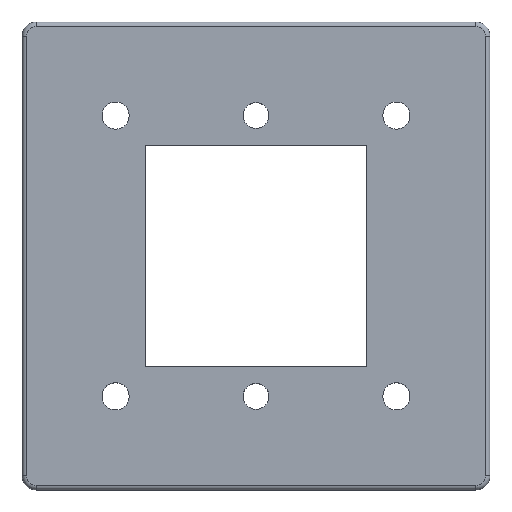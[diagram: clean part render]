
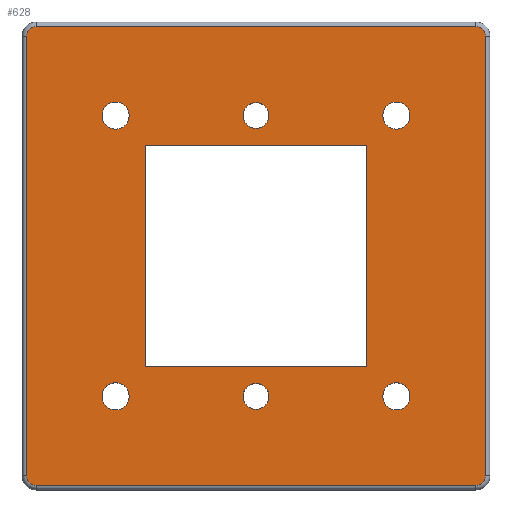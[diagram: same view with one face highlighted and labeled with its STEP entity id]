
A CAD part, top view. The second image highlights one B-rep face of the part: STEP entity #628.
In plain terms, the highlighted planar face has unit normal (0, 0, 1).
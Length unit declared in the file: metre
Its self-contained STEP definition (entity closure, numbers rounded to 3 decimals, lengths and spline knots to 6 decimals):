
#46=CIRCLE('',#682,0.002);
#47=CIRCLE('',#683,0.002);
#48=CIRCLE('',#684,0.002);
#49=CIRCLE('',#685,0.002);
#50=CIRCLE('',#686,0.00275);
#51=CIRCLE('',#687,0.00275);
#52=CIRCLE('',#688,0.0029);
#53=CIRCLE('',#689,0.0029);
#54=CIRCLE('',#690,0.0029);
#55=CIRCLE('',#691,0.0029);
#122=ORIENTED_EDGE('',*,*,#294,.T.);
#123=ORIENTED_EDGE('',*,*,#295,.T.);
#124=ORIENTED_EDGE('',*,*,#296,.T.);
#125=ORIENTED_EDGE('',*,*,#297,.T.);
#126=ORIENTED_EDGE('',*,*,#298,.T.);
#127=ORIENTED_EDGE('',*,*,#299,.T.);
#128=ORIENTED_EDGE('',*,*,#300,.T.);
#129=ORIENTED_EDGE('',*,*,#301,.T.);
#130=ORIENTED_EDGE('',*,*,#302,.T.);
#131=ORIENTED_EDGE('',*,*,#303,.T.);
#132=ORIENTED_EDGE('',*,*,#304,.F.);
#133=ORIENTED_EDGE('',*,*,#305,.F.);
#134=ORIENTED_EDGE('',*,*,#306,.F.);
#135=ORIENTED_EDGE('',*,*,#307,.F.);
#136=ORIENTED_EDGE('',*,*,#269,.F.);
#137=ORIENTED_EDGE('',*,*,#272,.T.);
#138=ORIENTED_EDGE('',*,*,#275,.T.);
#139=ORIENTED_EDGE('',*,*,#293,.F.);
#269=EDGE_CURVE('',#357,#354,#413,.T.);
#272=EDGE_CURVE('',#357,#359,#416,.T.);
#275=EDGE_CURVE('',#359,#361,#419,.T.);
#293=EDGE_CURVE('',#354,#361,#437,.T.);
#294=EDGE_CURVE('',#378,#379,#438,.F.);
#295=EDGE_CURVE('',#379,#380,#46,.T.);
#296=EDGE_CURVE('',#380,#381,#439,.T.);
#297=EDGE_CURVE('',#381,#382,#47,.T.);
#298=EDGE_CURVE('',#382,#383,#440,.T.);
#299=EDGE_CURVE('',#383,#384,#48,.T.);
#300=EDGE_CURVE('',#384,#385,#441,.F.);
#301=EDGE_CURVE('',#385,#378,#49,.T.);
#302=EDGE_CURVE('',#386,#386,#50,.F.);
#303=EDGE_CURVE('',#387,#387,#51,.F.);
#304=EDGE_CURVE('',#388,#388,#52,.T.);
#305=EDGE_CURVE('',#389,#389,#53,.T.);
#306=EDGE_CURVE('',#390,#390,#54,.T.);
#307=EDGE_CURVE('',#391,#391,#55,.T.);
#354=VERTEX_POINT('',#982);
#357=VERTEX_POINT('',#987);
#359=VERTEX_POINT('',#993);
#361=VERTEX_POINT('',#999);
#378=VERTEX_POINT('',#1042);
#379=VERTEX_POINT('',#1043);
#380=VERTEX_POINT('',#1045);
#381=VERTEX_POINT('',#1047);
#382=VERTEX_POINT('',#1049);
#383=VERTEX_POINT('',#1051);
#384=VERTEX_POINT('',#1053);
#385=VERTEX_POINT('',#1055);
#386=VERTEX_POINT('',#1058);
#387=VERTEX_POINT('',#1060);
#388=VERTEX_POINT('',#1062);
#389=VERTEX_POINT('',#1064);
#390=VERTEX_POINT('',#1066);
#391=VERTEX_POINT('',#1068);
#413=LINE('',#988,#453);
#416=LINE('',#994,#456);
#419=LINE('',#1000,#459);
#437=LINE('',#1039,#477);
#438=LINE('',#1041,#478);
#439=LINE('',#1046,#479);
#440=LINE('',#1050,#480);
#441=LINE('',#1054,#481);
#453=VECTOR('',#768,1.);
#456=VECTOR('',#773,1.);
#459=VECTOR('',#778,1.);
#477=VECTOR('',#806,1.);
#478=VECTOR('',#809,1.);
#479=VECTOR('',#812,1.);
#480=VECTOR('',#815,1.);
#481=VECTOR('',#818,1.);
#498=EDGE_LOOP('',(#122,#123,#124,#125,#126,#127,#128,#129));
#499=EDGE_LOOP('',(#130));
#500=EDGE_LOOP('',(#131));
#501=EDGE_LOOP('',(#132));
#502=EDGE_LOOP('',(#133));
#503=EDGE_LOOP('',(#134));
#504=EDGE_LOOP('',(#135));
#505=EDGE_LOOP('',(#136,#137,#138,#139));
#558=FACE_BOUND('',#498,.T.);
#559=FACE_BOUND('',#499,.T.);
#560=FACE_BOUND('',#500,.T.);
#561=FACE_BOUND('',#501,.T.);
#562=FACE_BOUND('',#502,.T.);
#563=FACE_BOUND('',#503,.T.);
#564=FACE_BOUND('',#504,.T.);
#565=FACE_BOUND('',#505,.T.);
#618=PLANE('',#681);
#628=ADVANCED_FACE('',(#558,#559,#560,#561,#562,#563,#564,#565),#618,.T.);
#681=AXIS2_PLACEMENT_3D('',#1040,#807,#808);
#682=AXIS2_PLACEMENT_3D('',#1044,#810,#811);
#683=AXIS2_PLACEMENT_3D('',#1048,#813,#814);
#684=AXIS2_PLACEMENT_3D('',#1052,#816,#817);
#685=AXIS2_PLACEMENT_3D('',#1056,#819,#820);
#686=AXIS2_PLACEMENT_3D('',#1057,#821,#822);
#687=AXIS2_PLACEMENT_3D('',#1059,#823,#824);
#688=AXIS2_PLACEMENT_3D('',#1061,#825,#826);
#689=AXIS2_PLACEMENT_3D('',#1063,#827,#828);
#690=AXIS2_PLACEMENT_3D('',#1065,#829,#830);
#691=AXIS2_PLACEMENT_3D('',#1067,#831,#832);
#768=DIRECTION('',(-1.,0.,0.));
#773=DIRECTION('',(0.,-1.,0.));
#778=DIRECTION('',(-1.,0.,0.));
#806=DIRECTION('',(0.,-1.,0.));
#807=DIRECTION('',(0.,0.,1.));
#808=DIRECTION('',(1.,0.,0.));
#809=DIRECTION('',(0.,-1.,0.));
#810=DIRECTION('',(0.,0.,1.));
#811=DIRECTION('',(0.,-1.,0.));
#812=DIRECTION('',(-1.,0.,0.));
#813=DIRECTION('',(0.,0.,1.));
#814=DIRECTION('',(0.,-1.,0.));
#815=DIRECTION('',(0.,-1.,0.));
#816=DIRECTION('',(0.,0.,1.));
#817=DIRECTION('',(0.,-1.,0.));
#818=DIRECTION('',(-1.,0.,0.));
#819=DIRECTION('',(0.,0.,1.));
#820=DIRECTION('',(0.,-1.,0.));
#821=DIRECTION('',(0.,0.,1.));
#822=DIRECTION('',(0.,-1.,0.));
#823=DIRECTION('',(0.,0.,1.));
#824=DIRECTION('',(0.,-1.,0.));
#825=DIRECTION('',(0.,0.,1.));
#826=DIRECTION('',(0.,-1.,0.));
#827=DIRECTION('',(0.,0.,1.));
#828=DIRECTION('',(0.,-1.,0.));
#829=DIRECTION('',(0.,0.,1.));
#830=DIRECTION('',(0.,-1.,0.));
#831=DIRECTION('',(0.,0.,1.));
#832=DIRECTION('',(0.,-1.,0.));
#982=CARTESIAN_POINT('',(0.006364,0.053636,0.008));
#987=CARTESIAN_POINT('',(0.053636,0.053636,0.008));
#988=CARTESIAN_POINT('',(0.03,0.053636,0.008));
#993=CARTESIAN_POINT('',(0.053636,0.006364,0.008));
#994=CARTESIAN_POINT('',(0.053636,0.03,0.008));
#999=CARTESIAN_POINT('',(0.006364,0.006364,0.008));
#1000=CARTESIAN_POINT('',(0.03,0.006364,0.008));
#1039=CARTESIAN_POINT('',(0.006364,0.03,0.008));
#1040=CARTESIAN_POINT('',(0.03,0.03,0.008));
#1041=CARTESIAN_POINT('',(0.079,0.03,0.008));
#1042=CARTESIAN_POINT('',(0.079,-0.017,0.008));
#1043=CARTESIAN_POINT('',(0.079,0.077,0.008));
#1044=CARTESIAN_POINT('',(0.077,0.077,0.008));
#1045=CARTESIAN_POINT('',(0.077,0.079,0.008));
#1046=CARTESIAN_POINT('',(-0.017,0.079,0.008));
#1047=CARTESIAN_POINT('',(-0.017,0.079,0.008));
#1048=CARTESIAN_POINT('',(-0.017,0.077,0.008));
#1049=CARTESIAN_POINT('',(-0.019,0.077,0.008));
#1050=CARTESIAN_POINT('',(-0.019,-0.017,0.008));
#1051=CARTESIAN_POINT('',(-0.019,-0.017,0.008));
#1052=CARTESIAN_POINT('',(-0.017,-0.017,0.008));
#1053=CARTESIAN_POINT('',(-0.017,-0.019,0.008));
#1054=CARTESIAN_POINT('',(0.03,-0.019,0.008));
#1055=CARTESIAN_POINT('',(0.077,-0.019,0.008));
#1056=CARTESIAN_POINT('',(0.077,-0.017,0.008));
#1057=CARTESIAN_POINT('',(0.03,0.,0.008));
#1058=CARTESIAN_POINT('',(0.03,-0.00275,0.008));
#1059=CARTESIAN_POINT('',(0.03,0.06,0.008));
#1060=CARTESIAN_POINT('',(0.03,0.05725,0.008));
#1061=CARTESIAN_POINT('',(0.06,0.06,0.008));
#1062=CARTESIAN_POINT('',(0.06,0.0571,0.008));
#1063=CARTESIAN_POINT('',(0.06,0.,0.008));
#1064=CARTESIAN_POINT('',(0.06,-0.0029,0.008));
#1065=CARTESIAN_POINT('',(0.,0.,0.008));
#1066=CARTESIAN_POINT('',(0.,-0.0029,0.008));
#1067=CARTESIAN_POINT('',(0.,0.06,0.008));
#1068=CARTESIAN_POINT('',(0.,0.0571,0.008));
